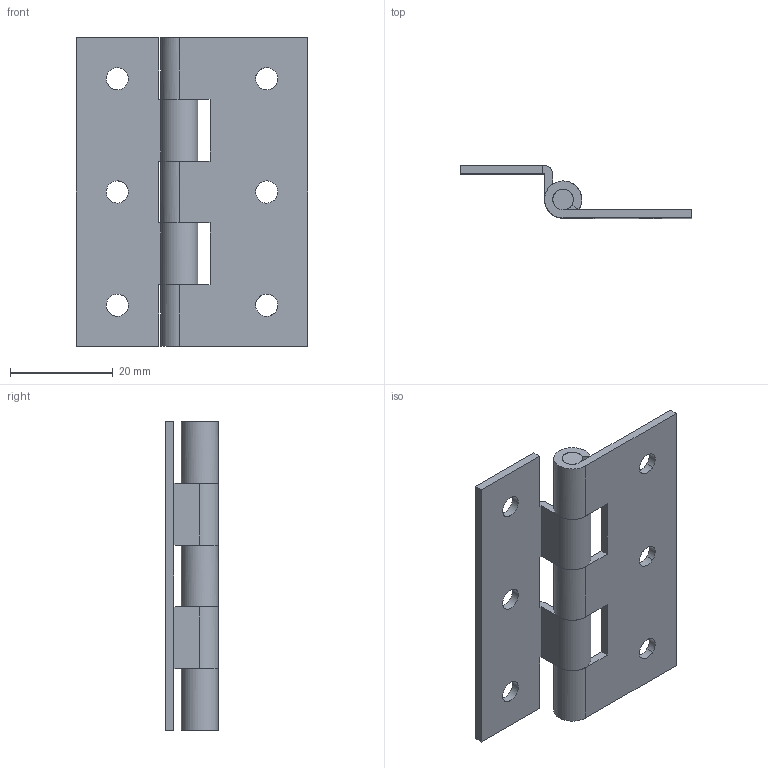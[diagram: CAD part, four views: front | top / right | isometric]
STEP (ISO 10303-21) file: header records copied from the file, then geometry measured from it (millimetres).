
FILE_DESCRIPTION((''),'2;1');
FILE_NAME('','2012-08-22T09:51:52',(''),(''),'','CADfix','');
FILE_SCHEMA(('AUTOMOTIVE_DESIGN { 1 0 10303 214 1 1 1 1 }'));
Length unit declared in the file: millimetre
Bounding box: 45 x 10.2 x 60 mm (x, y, z)
Volume: 5997.6 mm3; surface area: 8295.9 mm2
Topology: 3 solids, 3 shells, 60 faces, 238 edges, 184 vertices
Faces by surface type: bspline 60
Entity records: 3524 total; most frequent: CARTESIAN_POINT 2102, ORIENTED_EDGE 476, EDGE_CURVE 238, VERTEX_POINT 184, B_SPLINE_CURVE_WITH_KNOTS 128, QUASI_UNIFORM_CURVE 110, EDGE_LOOP 72, FACE_OUTER_BOUND 60
